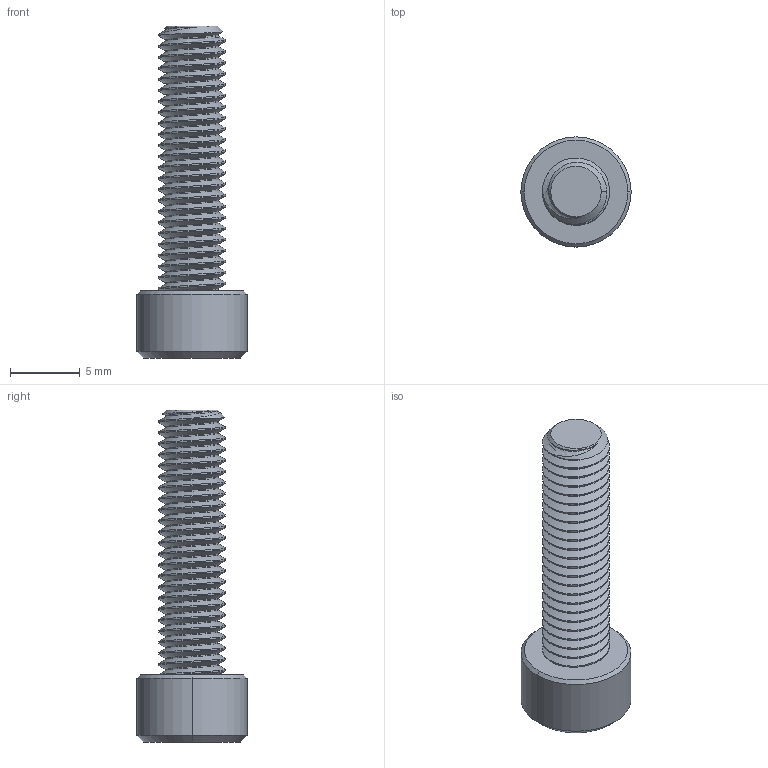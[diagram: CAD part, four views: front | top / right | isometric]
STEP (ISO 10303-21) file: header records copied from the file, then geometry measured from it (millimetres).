
FILE_DESCRIPTION (( 'STEP AP203' ), '1' );
FILE_NAME ('91251A345.step', '2013-10-30T21:07:45', ( '' ), ( '' ), 'SwSTEP 2.0', 'SolidWorks 2010', '' );
FILE_SCHEMA (( 'CONFIG_CONTROL_DESIGN' ));
Length unit declared in the file: inch
Products named in the file (1): 91251A345
Bounding box: 7.92 x 7.92 x 23.88 mm (x, y, z)
Volume: 472.6 mm3; surface area: 692.6 mm2
Topology: 1 solids, 1 shells, 124 faces, 343 edges, 223 vertices
Faces by surface type: cylinder 99, cone 13, plane 10, bspline 2
Entity records: 6283 total; most frequent: CARTESIAN_POINT 3636, ORIENTED_EDGE 686, DIRECTION 404, EDGE_CURVE 343, VERTEX_POINT 223, AXIS2_PLACEMENT_3D 144, EDGE_LOOP 126, ADVANCED_FACE 124
